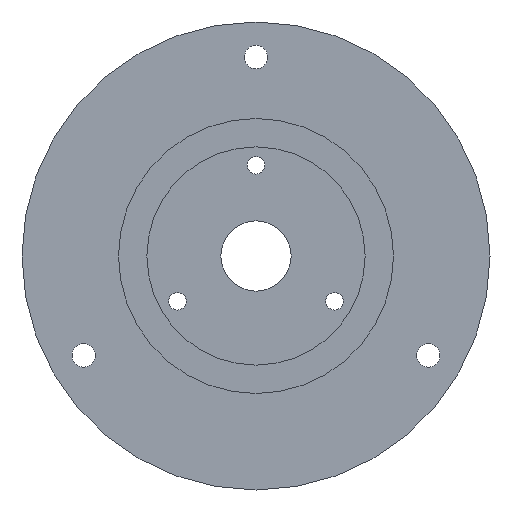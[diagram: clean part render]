
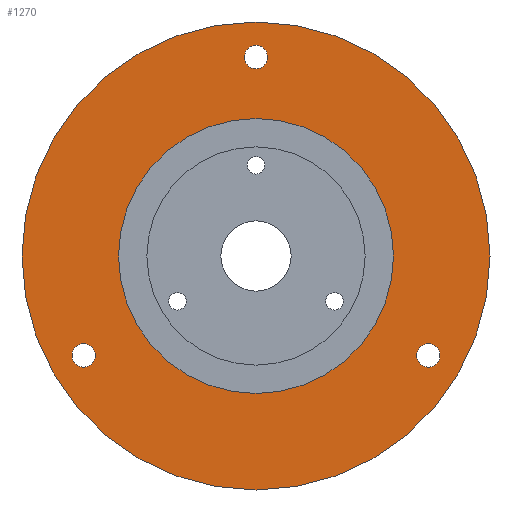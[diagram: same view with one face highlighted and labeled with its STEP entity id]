
A CAD part, front view. The second image highlights one B-rep face of the part: STEP entity #1270.
In plain terms, the highlighted planar face has unit normal (0, -1, 0).
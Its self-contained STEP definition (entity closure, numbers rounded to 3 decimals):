
#4 = CIRCLE ( 'NONE', #302, 2. ) ;
#22 = CARTESIAN_POINT ( 'NONE',  ( 0., -2.5, -23.5 ) ) ;
#27 = CARTESIAN_POINT ( 'NONE',  ( -29.445, -2.5, -17. ) ) ;
#29 = EDGE_LOOP ( 'NONE', ( #1355, #254 ) ) ;
#35 = CARTESIAN_POINT ( 'NONE',  ( -29.445, -2.5, -17. ) ) ;
#86 = AXIS2_PLACEMENT_3D ( 'NONE', #1193, #1589, #1757 ) ;
#97 = DIRECTION ( 'NONE',  ( 0., -1., 0. ) ) ;
#109 = AXIS2_PLACEMENT_3D ( 'NONE', #988, #115, #1122 ) ;
#115 = DIRECTION ( 'NONE',  ( 0., -1., 0. ) ) ;
#128 = DIRECTION ( 'NONE',  ( 0., 0., 1. ) ) ;
#146 = DIRECTION ( 'NONE',  ( 0., 1., 0. ) ) ;
#148 = AXIS2_PLACEMENT_3D ( 'NONE', #1316, #1433, #748 ) ;
#192 = CARTESIAN_POINT ( 'NONE',  ( 0., -2.5, 34. ) ) ;
#222 = DIRECTION ( 'NONE',  ( 0., 1., 0. ) ) ;
#231 = EDGE_CURVE ( 'NONE', #339, #477, #967, .T. ) ;
#244 = FACE_BOUND ( 'NONE', #622, .T. ) ;
#254 = ORIENTED_EDGE ( 'NONE', *, *, #1142, .T. ) ;
#264 = DIRECTION ( 'NONE',  ( 0., -1., 0. ) ) ;
#301 = EDGE_CURVE ( 'NONE', #1402, #351, #1746, .T. ) ;
#302 = AXIS2_PLACEMENT_3D ( 'NONE', #27, #575, #316 ) ;
#315 = EDGE_LOOP ( 'NONE', ( #336, #664 ) ) ;
#316 = DIRECTION ( 'NONE',  ( 0., 0., 1. ) ) ;
#318 = VERTEX_POINT ( 'NONE', #512 ) ;
#336 = ORIENTED_EDGE ( 'NONE', *, *, #1800, .F. ) ;
#339 = VERTEX_POINT ( 'NONE', #1444 ) ;
#342 = VERTEX_POINT ( 'NONE', #1582 ) ;
#351 = VERTEX_POINT ( 'NONE', #1301 ) ;
#386 = DIRECTION ( 'NONE',  ( 0., -1., 0. ) ) ;
#440 = AXIS2_PLACEMENT_3D ( 'NONE', #1381, #146, #128 ) ;
#477 = VERTEX_POINT ( 'NONE', #958 ) ;
#481 = EDGE_CURVE ( 'NONE', #318, #1681, #647, .T. ) ;
#502 = CARTESIAN_POINT ( 'NONE',  ( 0., -2.5, 32. ) ) ;
#512 = CARTESIAN_POINT ( 'NONE',  ( 0., -2.5, 23.5 ) ) ;
#534 = EDGE_CURVE ( 'NONE', #342, #1221, #821, .T. ) ;
#553 = AXIS2_PLACEMENT_3D ( 'NONE', #1727, #264, #1317 ) ;
#575 = DIRECTION ( 'NONE',  ( 0., 1., 0. ) ) ;
#582 = VERTEX_POINT ( 'NONE', #594 ) ;
#594 = CARTESIAN_POINT ( 'NONE',  ( -29.445, -2.5, -19. ) ) ;
#622 = EDGE_LOOP ( 'NONE', ( #925, #1520 ) ) ;
#646 = EDGE_LOOP ( 'NONE', ( #1303, #720 ) ) ;
#647 = CIRCLE ( 'NONE', #1117, 23.5 ) ;
#664 = ORIENTED_EDGE ( 'NONE', *, *, #481, .F. ) ;
#671 = FACE_OUTER_BOUND ( 'NONE', #646, .T. ) ;
#720 = ORIENTED_EDGE ( 'NONE', *, *, #1562, .T. ) ;
#748 = DIRECTION ( 'NONE',  ( 0., 0., 1. ) ) ;
#784 = CARTESIAN_POINT ( 'NONE',  ( -23.5, -2.5, 0. ) ) ;
#811 = EDGE_CURVE ( 'NONE', #477, #339, #1024, .T. ) ;
#814 = FACE_BOUND ( 'NONE', #1498, .T. ) ;
#821 = CIRCLE ( 'NONE', #1572, 40. ) ;
#869 = ORIENTED_EDGE ( 'NONE', *, *, #231, .T. ) ;
#917 = DIRECTION ( 'NONE',  ( 0., 0., 1. ) ) ;
#925 = ORIENTED_EDGE ( 'NONE', *, *, #1139, .T. ) ;
#958 = CARTESIAN_POINT ( 'NONE',  ( 29.445, -2.5, -15. ) ) ;
#967 = CIRCLE ( 'NONE', #440, 2. ) ;
#988 = CARTESIAN_POINT ( 'NONE',  ( 0., -2.5, 0. ) ) ;
#1001 = CIRCLE ( 'NONE', #1124, 2. ) ;
#1024 = CIRCLE ( 'NONE', #148, 2. ) ;
#1033 = EDGE_CURVE ( 'NONE', #1364, #582, #4, .T. ) ;
#1075 = CARTESIAN_POINT ( 'NONE',  ( -29.445, -2.5, -15. ) ) ;
#1093 = CARTESIAN_POINT ( 'NONE',  ( 0., -2.5, 0. ) ) ;
#1111 = DIRECTION ( 'NONE',  ( 0., 0., -1. ) ) ;
#1117 = AXIS2_PLACEMENT_3D ( 'NONE', #1093, #97, #1637 ) ;
#1120 = CARTESIAN_POINT ( 'NONE',  ( 0., -2.5, 0. ) ) ;
#1122 = DIRECTION ( 'NONE',  ( 0., 0., -1. ) ) ;
#1124 = AXIS2_PLACEMENT_3D ( 'NONE', #192, #222, #1295 ) ;
#1139 = EDGE_CURVE ( 'NONE', #351, #1402, #1001, .T. ) ;
#1141 = ORIENTED_EDGE ( 'NONE', *, *, #811, .T. ) ;
#1142 = EDGE_CURVE ( 'NONE', #582, #1364, #1235, .T. ) ;
#1155 = DIRECTION ( 'NONE',  ( 0., 1., 0. ) ) ;
#1171 = CARTESIAN_POINT ( 'NONE',  ( 0., -2.5, 40. ) ) ;
#1193 = CARTESIAN_POINT ( 'NONE',  ( 0., -2.5, 34. ) ) ;
#1203 = AXIS2_PLACEMENT_3D ( 'NONE', #784, #1630, #1621 ) ;
#1221 = VERTEX_POINT ( 'NONE', #1171 ) ;
#1235 = CIRCLE ( 'NONE', #1459, 2. ) ;
#1270 = ADVANCED_FACE ( 'NONE', ( #814, #244, #1769, #1504, #671 ), #1341, .F. ) ;
#1295 = DIRECTION ( 'NONE',  ( 0., 0., 1. ) ) ;
#1301 = CARTESIAN_POINT ( 'NONE',  ( 0., -2.5, 36. ) ) ;
#1303 = ORIENTED_EDGE ( 'NONE', *, *, #534, .T. ) ;
#1316 = CARTESIAN_POINT ( 'NONE',  ( 29.445, -2.5, -17. ) ) ;
#1317 = DIRECTION ( 'NONE',  ( 0., 0., -1. ) ) ;
#1341 = PLANE ( 'NONE',  #1203 ) ;
#1355 = ORIENTED_EDGE ( 'NONE', *, *, #1033, .T. ) ;
#1364 = VERTEX_POINT ( 'NONE', #1075 ) ;
#1381 = CARTESIAN_POINT ( 'NONE',  ( 29.445, -2.5, -17. ) ) ;
#1402 = VERTEX_POINT ( 'NONE', #502 ) ;
#1433 = DIRECTION ( 'NONE',  ( 0., 1., 0. ) ) ;
#1444 = CARTESIAN_POINT ( 'NONE',  ( 29.445, -2.5, -19. ) ) ;
#1459 = AXIS2_PLACEMENT_3D ( 'NONE', #35, #1155, #917 ) ;
#1498 = EDGE_LOOP ( 'NONE', ( #1141, #869 ) ) ;
#1504 = FACE_BOUND ( 'NONE', #315, .T. ) ;
#1520 = ORIENTED_EDGE ( 'NONE', *, *, #301, .T. ) ;
#1562 = EDGE_CURVE ( 'NONE', #1221, #342, #1799, .T. ) ;
#1572 = AXIS2_PLACEMENT_3D ( 'NONE', #1120, #386, #1111 ) ;
#1582 = CARTESIAN_POINT ( 'NONE',  ( 0., -2.5, -40. ) ) ;
#1589 = DIRECTION ( 'NONE',  ( 0., 1., 0. ) ) ;
#1621 = DIRECTION ( 'NONE',  ( 0., 0., 1. ) ) ;
#1630 = DIRECTION ( 'NONE',  ( 0., 1., 0. ) ) ;
#1637 = DIRECTION ( 'NONE',  ( 0., 0., -1. ) ) ;
#1654 = CIRCLE ( 'NONE', #553, 23.5 ) ;
#1681 = VERTEX_POINT ( 'NONE', #22 ) ;
#1727 = CARTESIAN_POINT ( 'NONE',  ( 0., -2.5, 0. ) ) ;
#1746 = CIRCLE ( 'NONE', #86, 2. ) ;
#1757 = DIRECTION ( 'NONE',  ( 0., 0., 1. ) ) ;
#1769 = FACE_BOUND ( 'NONE', #29, .T. ) ;
#1799 = CIRCLE ( 'NONE', #109, 40. ) ;
#1800 = EDGE_CURVE ( 'NONE', #1681, #318, #1654, .T. ) ;
